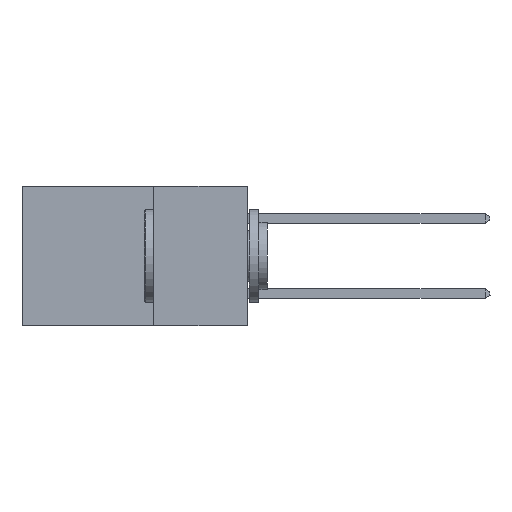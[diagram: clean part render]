
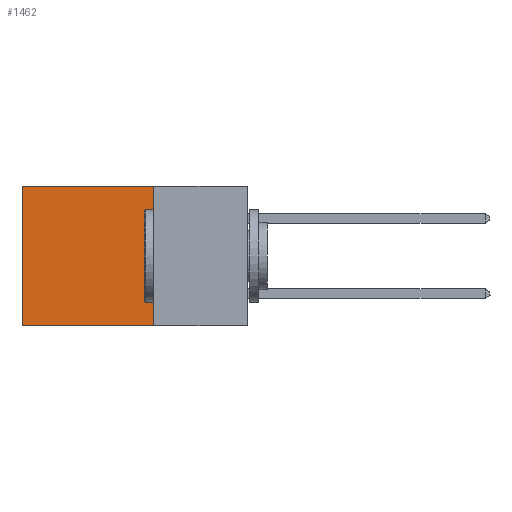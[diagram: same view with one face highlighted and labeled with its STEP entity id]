
A CAD part, left-side view. The second image highlights one B-rep face of the part: STEP entity #1462.
In plain terms, the highlighted planar face has unit normal (-1, 0, 0).
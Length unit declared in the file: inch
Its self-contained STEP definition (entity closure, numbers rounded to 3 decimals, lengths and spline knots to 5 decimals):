
#38 = ORIENTED_EDGE ( 'NONE', *, *, #24769, .T. ) ;
#590 = VERTEX_POINT ( 'NONE', #7039 ) ;
#1462 = ADVANCED_FACE ( 'NONE', ( #24410 ), #8970, .F. ) ;
#2141 = DIRECTION ( 'NONE',  ( 0., 1., 0. ) ) ;
#2151 = CARTESIAN_POINT ( 'NONE',  ( 0.298, 0.25, -0.37 ) ) ;
#2317 = VERTEX_POINT ( 'NONE', #5589 ) ;
#3287 = LINE ( 'NONE', #2151, #8021 ) ;
#3582 = EDGE_CURVE ( 'NONE', #590, #2317, #3287, .T. ) ;
#4372 = VECTOR ( 'NONE', #2141, 39.37008 ) ;
#5198 = CARTESIAN_POINT ( 'NONE',  ( 0.298, 0.25, 0. ) ) ;
#5589 = CARTESIAN_POINT ( 'NONE',  ( 0.298, 0.6, -0.37 ) ) ;
#7039 = CARTESIAN_POINT ( 'NONE',  ( 0.298, 0.25, -0.37 ) ) ;
#7042 = LINE ( 'NONE', #8947, #19492 ) ;
#8021 = VECTOR ( 'NONE', #28013, 39.37008 ) ;
#8371 = ORIENTED_EDGE ( 'NONE', *, *, #27722, .F. ) ;
#8732 = EDGE_CURVE ( 'NONE', #13736, #2317, #7042, .T. ) ;
#8947 = CARTESIAN_POINT ( 'NONE',  ( 0.298, 0.6, 0. ) ) ;
#8970 = PLANE ( 'NONE',  #16613 ) ;
#9685 = EDGE_LOOP ( 'NONE', ( #15702, #22531, #8371, #38 ) ) ;
#10196 = CARTESIAN_POINT ( 'NONE',  ( 0.298, 0.6, 0. ) ) ;
#11101 = LINE ( 'NONE', #21522, #4372 ) ;
#13277 = CARTESIAN_POINT ( 'NONE',  ( 0.298, 0.25, 0. ) ) ;
#13736 = VERTEX_POINT ( 'NONE', #10196 ) ;
#15449 = DIRECTION ( 'NONE',  ( 0., 0., -1. ) ) ;
#15644 = DIRECTION ( 'NONE',  ( 0., 0., -1. ) ) ;
#15702 = ORIENTED_EDGE ( 'NONE', *, *, #8732, .T. ) ;
#16613 = AXIS2_PLACEMENT_3D ( 'NONE', #5198, #26503, #22054 ) ;
#18923 = CARTESIAN_POINT ( 'NONE',  ( 0.298, 0.25, 0. ) ) ;
#19372 = VECTOR ( 'NONE', #15449, 39.37008 ) ;
#19492 = VECTOR ( 'NONE', #15644, 39.37008 ) ;
#21522 = CARTESIAN_POINT ( 'NONE',  ( 0.298, 0.25, 0. ) ) ;
#22054 = DIRECTION ( 'NONE',  ( 0., 0., -1. ) ) ;
#22531 = ORIENTED_EDGE ( 'NONE', *, *, #3582, .F. ) ;
#24410 = FACE_OUTER_BOUND ( 'NONE', #9685, .T. ) ;
#24769 = EDGE_CURVE ( 'NONE', #27977, #13736, #11101, .T. ) ;
#26503 = DIRECTION ( 'NONE',  ( 1., 0., 0. ) ) ;
#26535 = LINE ( 'NONE', #18923, #19372 ) ;
#27722 = EDGE_CURVE ( 'NONE', #27977, #590, #26535, .T. ) ;
#27977 = VERTEX_POINT ( 'NONE', #13277 ) ;
#28013 = DIRECTION ( 'NONE',  ( 0., 1., 0. ) ) ;
